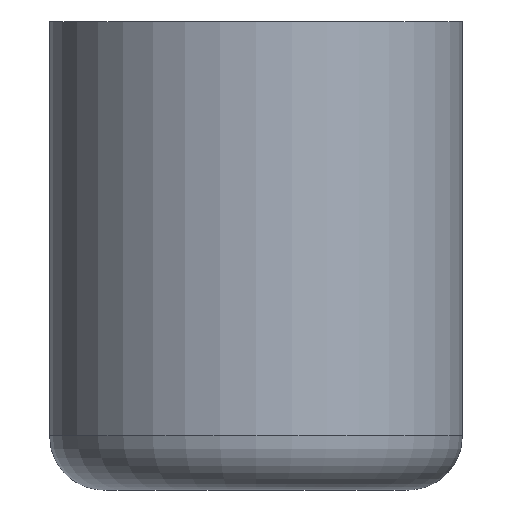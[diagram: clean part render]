
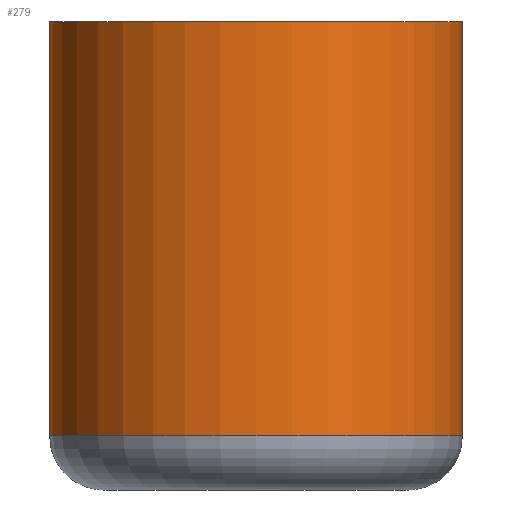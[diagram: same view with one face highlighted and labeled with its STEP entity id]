
A CAD part, left-side view. The second image highlights one B-rep face of the part: STEP entity #279.
In plain terms, the highlighted cylindrical face has radius 19.05 mm (diameter 38.1 mm), a full revolution.
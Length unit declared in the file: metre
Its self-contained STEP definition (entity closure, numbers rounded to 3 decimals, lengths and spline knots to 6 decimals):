
#23=LINE('',#439,#41);
#24=LINE('',#444,#42);
#41=VECTOR('',#351,1.);
#42=VECTOR('',#354,1.);
#59=ORIENTED_EDGE('',*,*,#129,.T.);
#60=ORIENTED_EDGE('',*,*,#130,.F.);
#61=ORIENTED_EDGE('',*,*,#131,.T.);
#62=ORIENTED_EDGE('',*,*,#132,.F.);
#63=ORIENTED_EDGE('',*,*,#133,.F.);
#64=ORIENTED_EDGE('',*,*,#134,.F.);
#129=EDGE_CURVE('',#164,#164,#191,.T.);
#130=EDGE_CURVE('',#165,#166,#23,.T.);
#131=EDGE_CURVE('',#165,#167,#192,.T.);
#132=EDGE_CURVE('',#168,#167,#24,.F.);
#133=EDGE_CURVE('',#166,#168,#193,.T.);
#134=EDGE_CURVE('',#169,#169,#194,.T.);
#164=VERTEX_POINT('',#438);
#165=VERTEX_POINT('',#440);
#166=VERTEX_POINT('',#441);
#167=VERTEX_POINT('',#443);
#168=VERTEX_POINT('',#445);
#169=VERTEX_POINT('',#448);
#191=CIRCLE('',#311,0.01905);
#192=CIRCLE('',#312,0.01905);
#193=CIRCLE('',#313,0.01905);
#194=CIRCLE('',#314,0.01905);
#208=EDGE_LOOP('',(#59));
#209=EDGE_LOOP('',(#60,#61,#62,#63));
#210=EDGE_LOOP('',(#64));
#240=FACE_BOUND('',#208,.T.);
#241=FACE_BOUND('',#209,.T.);
#242=FACE_BOUND('',#210,.T.);
#272=CYLINDRICAL_SURFACE('',#310,0.01905);
#279=ADVANCED_FACE('',(#240,#241,#242),#272,.T.);
#310=AXIS2_PLACEMENT_3D('',#436,#347,#348);
#311=AXIS2_PLACEMENT_3D('',#437,#349,#350);
#312=AXIS2_PLACEMENT_3D('',#442,#352,#353);
#313=AXIS2_PLACEMENT_3D('',#446,#355,#356);
#314=AXIS2_PLACEMENT_3D('',#447,#357,#358);
#347=DIRECTION('',(0.,0.,-1.));
#348=DIRECTION('',(-1.,0.,0.));
#349=DIRECTION('',(0.,0.,1.));
#350=DIRECTION('',(1.,0.,0.));
#351=DIRECTION('',(0.,0.,-1.));
#352=DIRECTION('',(0.,0.,1.));
#353=DIRECTION('',(1.,0.,0.));
#354=DIRECTION('',(0.,0.,-1.));
#355=DIRECTION('',(0.,0.,1.));
#356=DIRECTION('',(1.,0.,0.));
#357=DIRECTION('',(0.,0.,1.));
#358=DIRECTION('',(1.,0.,0.));
#436=CARTESIAN_POINT('',(0.,0.,0.02159));
#437=CARTESIAN_POINT('',(0.,0.,-0.01659));
#438=CARTESIAN_POINT('',(0.01905,0.,-0.01659));
#439=CARTESIAN_POINT('',(0.018203,-0.005616,0.02159));
#440=CARTESIAN_POINT('',(0.018203,-0.005616,0.0127));
#441=CARTESIAN_POINT('',(0.018203,-0.005616,-0.0127));
#442=CARTESIAN_POINT('',(0.,0.,0.0127));
#443=CARTESIAN_POINT('',(0.018203,0.005616,0.0127));
#444=CARTESIAN_POINT('',(0.018203,0.005616,0.02159));
#445=CARTESIAN_POINT('',(0.018203,0.005616,-0.0127));
#446=CARTESIAN_POINT('',(0.,0.,-0.0127));
#447=CARTESIAN_POINT('',(0.,0.,0.02159));
#448=CARTESIAN_POINT('',(0.01905,0.,0.02159));
